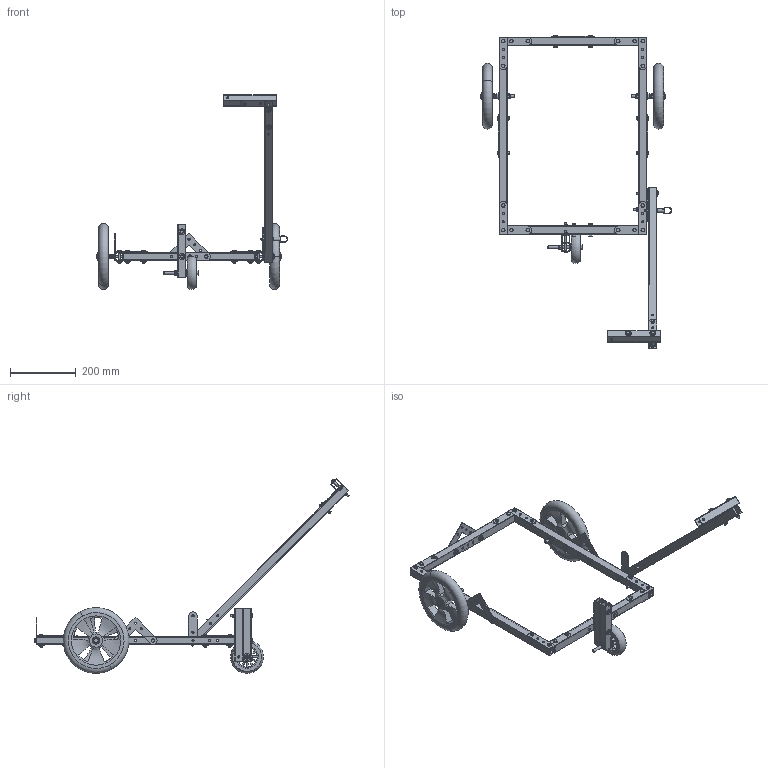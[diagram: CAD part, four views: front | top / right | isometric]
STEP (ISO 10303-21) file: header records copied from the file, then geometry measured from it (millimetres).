
FILE_DESCRIPTION(('FreeCAD Model'),'2;1');
FILE_NAME('Open CASCADE Shape Model','2025-02-16T19:38:10',(''),(''), 'Open CASCADE STEP processor 7.6','FreeCAD','Unknown');
FILE_SCHEMA(('AUTOMOTIVE_DESIGN { 1 0 10303 214 1 1 1 1 }'));
Length unit declared in the file: millimetre
Products named in the file (61): Assembly; LCS_Origin; étape_1; L31R; T24; étape_2_equerres_AV; CHO17; Model; QIN35; M6x35-Screw; LCS_Tete; QIN12; QIN06; LCS_Ecrou; M6-Nut; étape_3_equerres_AR; Etape_4_cales; Etape_5_fixation_roulette; M101; QIN90; M6x90-Screw; QIN65; M6x65-Screw; Etape_6_roues; Roue; remorque_roue; LCS_1; LCS_2; Boulon_Roue; QIN13; QIN29; M8-Nut; QIN25; LCS_0; M8x100-Screw; Etape_7_timon; L102; QIN45; M6x45-Vis; Etape_8_roulette ...
Assembly tree (126 placements, depth 5):
  Assembly
    LCS_Origin
    étape_1
      L31R  x2
      T24
    étape_2_equerres_AV
      CHO17  x2
      Model  x8
        LCS_Origin
        QIN35
          M6x35-Screw
          LCS_Tete
        QIN12
        QIN06
          LCS_Ecrou
          M6-Nut
    étape_3_equerres_AR
      CHO17  x2
      T24
      Model  x8
        LCS_Origin
        QIN35
          M6x35-Screw
          LCS_Tete
        QIN12
        QIN06
          LCS_Ecrou
          M6-Nut
    Etape_4_cales
      CHO17  x4
      Model  x8
        LCS_Origin
        QIN35
          M6x35-Screw
          LCS_Tete
        QIN12
        QIN06
          LCS_Ecrou
          M6-Nut
    Etape_5_fixation_roulette
      M101  x2
      Model
        LCS_Origin
        QIN90
          M6x90-Screw
          LCS_Tete
        QIN12  x2
        QIN06
          LCS_Ecrou
          M6-Nut
      Model
        LCS_Origin
        QIN12  x2
        QIN65
          M6x65-Screw
          LCS_Tete
        QIN06
          LCS_Ecrou
          M6-Nut
    Etape_6_roues
Bounding box: 583.83 x 955.95 x 592.85 mm (x, y, z)
Volume: 2165741 mm3; surface area: 953980.1 mm2
Topology: 144 solids, 144 shells, 2261 faces, 5094 edges, 3231 vertices
Faces by surface type: plane 970, cylinder 788, cone 385, torus 49, revolution 43, extrusion 24, sphere 2
Full cylindrical faces by diameter (mm): 5 x31, 6 x33, 6.5 x204, 6.667 x31, 6.75 x7, 8 x4, 8.4 x12, 8.5 x4, 8.833 x7, 9.5 x30, 9.99 x31, 11 x1, 11.7 x3, 12 x1, 12.987 x7, 18 x38, 22 x12, 23 x2
Entity records: 14806 total; most frequent: CARTESIAN_POINT 4029, DIRECTION 2145, ORIENTED_EDGE 1772, EDGE_CURVE 886, AXIS2_PLACEMENT_3D 867, VERTEX_POINT 574, FACE_BOUND 566, EDGE_LOOP 566
